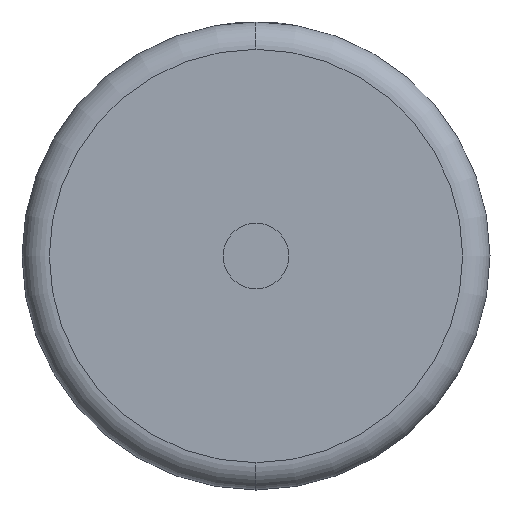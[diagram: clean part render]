
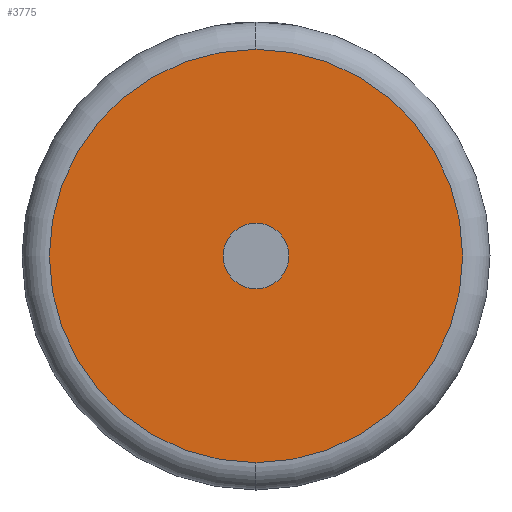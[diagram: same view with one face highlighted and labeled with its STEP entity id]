
A CAD part, left-side view. The second image highlights one B-rep face of the part: STEP entity #3775.
In plain terms, the highlighted planar face has unit normal (-1, 0, 0).
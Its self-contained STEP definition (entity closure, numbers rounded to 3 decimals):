
#47 = CARTESIAN_POINT ( 'NONE',  ( 0., 0., 0. ) ) ;
#63 = ORIENTED_EDGE ( 'NONE', *, *, #3180, .F. ) ;
#278 = DIRECTION ( 'NONE',  ( 0., 0., -1. ) ) ;
#433 = PLANE ( 'NONE',  #3918 ) ;
#541 = VERTEX_POINT ( 'NONE', #687 ) ;
#687 = CARTESIAN_POINT ( 'NONE',  ( 0., 0., -37.752 ) ) ;
#705 = CARTESIAN_POINT ( 'NONE',  ( 0., 0., 0. ) ) ;
#840 = AXIS2_PLACEMENT_3D ( 'NONE', #705, #3185, #3802 ) ;
#979 = CARTESIAN_POINT ( 'NONE',  ( 0., 0., 0. ) ) ;
#1000 = CIRCLE ( 'NONE', #1196, 37.752 ) ;
#1196 = AXIS2_PLACEMENT_3D ( 'NONE', #3353, #3977, #278 ) ;
#1489 = CARTESIAN_POINT ( 'NONE',  ( 0., 0., 37.752 ) ) ;
#1603 = DIRECTION ( 'NONE',  ( -1., 0., 0. ) ) ;
#1632 = EDGE_CURVE ( 'NONE', #541, #2493, #1943, .T. ) ;
#1684 = DIRECTION ( 'NONE',  ( 1., 0., 0. ) ) ;
#1769 = ORIENTED_EDGE ( 'NONE', *, *, #1632, .T. ) ;
#1943 = CIRCLE ( 'NONE', #3750, 37.752 ) ;
#2069 = EDGE_CURVE ( 'NONE', #2935, #2110, #3521, .T. ) ;
#2110 = VERTEX_POINT ( 'NONE', #2541 ) ;
#2225 = DIRECTION ( 'NONE',  ( -1., 0., 0. ) ) ;
#2415 = EDGE_LOOP ( 'NONE', ( #1769, #3590 ) ) ;
#2493 = VERTEX_POINT ( 'NONE', #1489 ) ;
#2521 = DIRECTION ( 'NONE',  ( 0., 0., -1. ) ) ;
#2531 = ORIENTED_EDGE ( 'NONE', *, *, #2069, .F. ) ;
#2540 = DIRECTION ( 'NONE',  ( 0., 0., -1. ) ) ;
#2541 = CARTESIAN_POINT ( 'NONE',  ( 0., 0., -6. ) ) ;
#2803 = FACE_OUTER_BOUND ( 'NONE', #2415, .T. ) ;
#2908 = CIRCLE ( 'NONE', #3584, 6. ) ;
#2935 = VERTEX_POINT ( 'NONE', #2991 ) ;
#2991 = CARTESIAN_POINT ( 'NONE',  ( 0., 0., 6. ) ) ;
#3180 = EDGE_CURVE ( 'NONE', #2110, #2935, #2908, .T. ) ;
#3185 = DIRECTION ( 'NONE',  ( -1., 0., 0. ) ) ;
#3220 = CARTESIAN_POINT ( 'NONE',  ( 0., 0., 0. ) ) ;
#3353 = CARTESIAN_POINT ( 'NONE',  ( 0., 0., 0. ) ) ;
#3467 = FACE_BOUND ( 'NONE', #3497, .T. ) ;
#3497 = EDGE_LOOP ( 'NONE', ( #63, #2531 ) ) ;
#3521 = CIRCLE ( 'NONE', #840, 6. ) ;
#3584 = AXIS2_PLACEMENT_3D ( 'NONE', #979, #1603, #2521 ) ;
#3590 = ORIENTED_EDGE ( 'NONE', *, *, #3914, .T. ) ;
#3750 = AXIS2_PLACEMENT_3D ( 'NONE', #47, #2225, #2540 ) ;
#3775 = ADVANCED_FACE ( 'NONE', ( #2803, #3467 ), #433, .F. ) ;
#3802 = DIRECTION ( 'NONE',  ( 0., 0., -1. ) ) ;
#3860 = DIRECTION ( 'NONE',  ( 0., 0., -1. ) ) ;
#3914 = EDGE_CURVE ( 'NONE', #2493, #541, #1000, .T. ) ;
#3918 = AXIS2_PLACEMENT_3D ( 'NONE', #3220, #1684, #3860 ) ;
#3977 = DIRECTION ( 'NONE',  ( -1., 0., 0. ) ) ;
